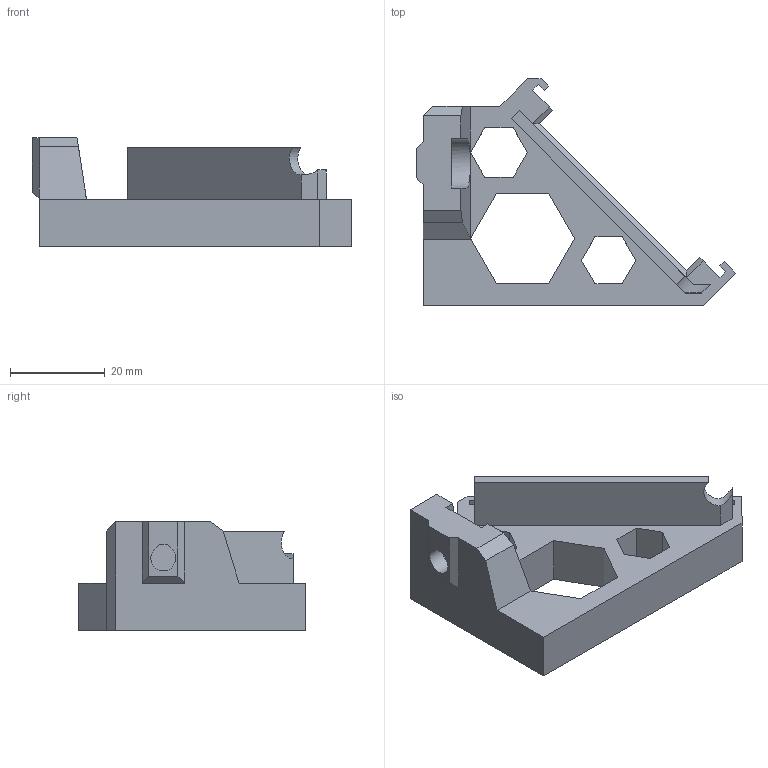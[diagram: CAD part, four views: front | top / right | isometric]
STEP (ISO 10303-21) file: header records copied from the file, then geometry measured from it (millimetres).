
FILE_DESCRIPTION(/* description */ (''),/* implementation_level */ '2;1');
FILE_NAME(/* name */ 'lcd_support_a v20.step',/* time_stamp */ '2017-10-29T14:30:00+01:00',/* author */ ('gregsaun'),/* organization */ (''),/* preprocessor_version */ 'ST-DEVELOPER v16.13',/* originating_system */ 'Autodesk Translation Framework v6.5.0.72',/* authorisation */ '');
FILE_SCHEMA (('AUTOMOTIVE_DESIGN { 1 0 10303 214 3 1 1 }'));
Length unit declared in the file: millimetre
Products named in the file (1): lcd_support_a
Bounding box: 67.4 x 47.88 x 23 mm (x, y, z)
Volume: 15762.1 mm3; surface area: 9381.3 mm2
Topology: 1 solids, 4 shells, 91 faces, 243 edges, 158 vertices
Faces by surface type: plane 88, cylinder 3
Entity records: 2820 total; most frequent: CARTESIAN_POINT 493, ORIENTED_EDGE 486, DIRECTION 436, EDGE_CURVE 243, LINE 234, VECTOR 234, VERTEX_POINT 158, AXIS2_PLACEMENT_3D 101
